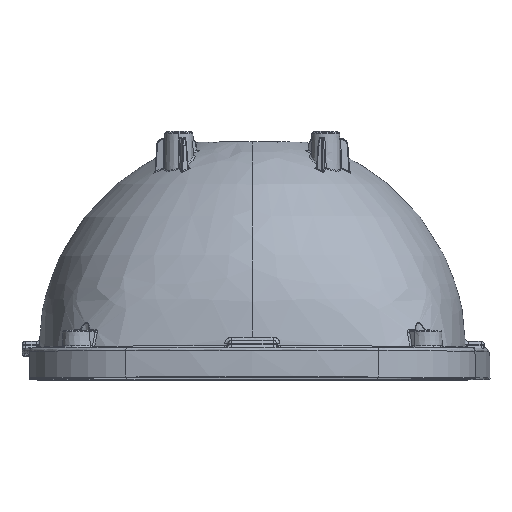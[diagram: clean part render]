
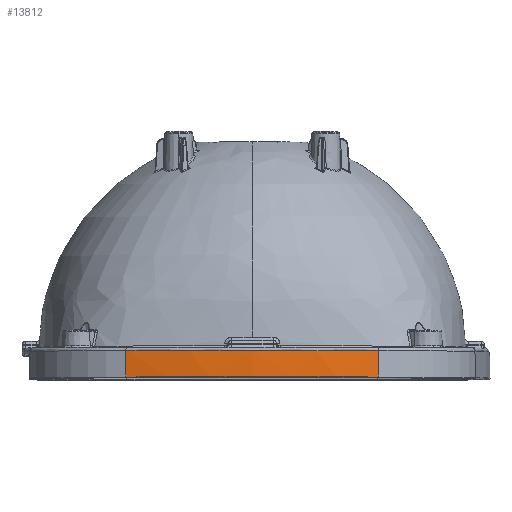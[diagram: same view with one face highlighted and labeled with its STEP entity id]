
A CAD part, top view. The second image highlights one B-rep face of the part: STEP entity #13812.
In plain terms, the highlighted conical face has half-angle 1 degrees and reference radius 159.124 mm.
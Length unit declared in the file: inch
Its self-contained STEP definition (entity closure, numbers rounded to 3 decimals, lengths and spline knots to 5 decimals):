
#541 = CONICAL_SURFACE ( 'NONE', #27268, 6.26471, 0.017 ) ;
#941 = DIRECTION ( 'NONE',  ( 0., -0.002, -1. ) ) ;
#2198 = VECTOR ( 'NONE', #35832, 39.37008 ) ;
#2485 = DIRECTION ( 'NONE',  ( 0., 1., -0.002 ) ) ;
#3199 = LINE ( 'NONE', #51272, #45724 ) ;
#3529 = ORIENTED_EDGE ( 'NONE', *, *, #30157, .T. ) ;
#4078 = EDGE_CURVE ( 'NONE', #46827, #9301, #45723, .T. ) ;
#5372 = DIRECTION ( 'NONE',  ( 0., -0.002, -1. ) ) ;
#7892 = CARTESIAN_POINT ( 'NONE',  ( 1.42583, 0.00774, 2.5133 ) ) ;
#9060 = CARTESIAN_POINT ( 'NONE',  ( 1.42466, 0.30352, 2.50769 ) ) ;
#9301 = VERTEX_POINT ( 'NONE', #45555 ) ;
#10075 = CARTESIAN_POINT ( 'NONE',  ( -0.00024, 0.29154, -3.58752 ) ) ;
#10718 = AXIS2_PLACEMENT_3D ( 'NONE', #24964, #40901, #5372 ) ;
#12683 = AXIS2_PLACEMENT_3D ( 'NONE', #30179, #2485, #31458 ) ;
#13812 = ADVANCED_FACE ( 'NONE', ( #28648 ), #541, .T. ) ;
#14314 = ORIENTED_EDGE ( 'NONE', *, *, #22886, .F. ) ;
#17396 = DIRECTION ( 'NONE',  ( 0., -0.002, -1. ) ) ;
#18309 = EDGE_CURVE ( 'NONE', #9301, #49418, #39731, .T. ) ;
#19009 = EDGE_CURVE ( 'NONE', #21390, #49418, #27270, .T. ) ;
#20252 = EDGE_LOOP ( 'NONE', ( #38075, #14314, #3529, #43921, #29430 ) ) ;
#20831 = CARTESIAN_POINT ( 'NONE',  ( -0.00024, -0.00425, -3.58693 ) ) ;
#21390 = VERTEX_POINT ( 'NONE', #51157 ) ;
#22886 = EDGE_CURVE ( 'NONE', #39729, #21390, #3199, .T. ) ;
#24964 = CARTESIAN_POINT ( 'NONE',  ( -0.00024, -0.00425, -3.58693 ) ) ;
#27268 = AXIS2_PLACEMENT_3D ( 'NONE', #20831, #44582, #941 ) ;
#27270 = CIRCLE ( 'NONE', #36442, 6.25955 ) ;
#28648 = FACE_OUTER_BOUND ( 'NONE', #20252, .T. ) ;
#29430 = ORIENTED_EDGE ( 'NONE', *, *, #18309, .T. ) ;
#30157 = EDGE_CURVE ( 'NONE', #39729, #46827, #35196, .T. ) ;
#30179 = CARTESIAN_POINT ( 'NONE',  ( -0.00024, -0.00425, -3.58693 ) ) ;
#31458 = DIRECTION ( 'NONE',  ( 0., -0.002, -1. ) ) ;
#35196 = CIRCLE ( 'NONE', #12683, 6.26471 ) ;
#35591 = DIRECTION ( 'NONE',  ( 0.004, 1., -0.019 ) ) ;
#35832 = DIRECTION ( 'NONE',  ( -0.004, 1., -0.019 ) ) ;
#36442 = AXIS2_PLACEMENT_3D ( 'NONE', #10075, #41945, #17396 ) ;
#38075 = ORIENTED_EDGE ( 'NONE', *, *, #19009, .F. ) ;
#39729 = VERTEX_POINT ( 'NONE', #46554 ) ;
#39731 = LINE ( 'NONE', #7892, #2198 ) ;
#40901 = DIRECTION ( 'NONE',  ( 0., 1., -0.002 ) ) ;
#41945 = DIRECTION ( 'NONE',  ( 0., 1., -0.002 ) ) ;
#43467 = CARTESIAN_POINT ( 'NONE',  ( -0.00024, 0.00807, 2.67777 ) ) ;
#43921 = ORIENTED_EDGE ( 'NONE', *, *, #4078, .T. ) ;
#44582 = DIRECTION ( 'NONE',  ( 0., -1., 0.002 ) ) ;
#45555 = CARTESIAN_POINT ( 'NONE',  ( 1.42583, 0.00774, 2.5133 ) ) ;
#45723 = CIRCLE ( 'NONE', #10718, 6.26471 ) ;
#45724 = VECTOR ( 'NONE', #35591, 39.37008 ) ;
#46554 = CARTESIAN_POINT ( 'NONE',  ( -1.42632, 0.00774, 2.5133 ) ) ;
#46827 = VERTEX_POINT ( 'NONE', #43467 ) ;
#49418 = VERTEX_POINT ( 'NONE', #9060 ) ;
#51157 = CARTESIAN_POINT ( 'NONE',  ( -1.42515, 0.30352, 2.50769 ) ) ;
#51272 = CARTESIAN_POINT ( 'NONE',  ( -1.42632, 0.00774, 2.5133 ) ) ;
